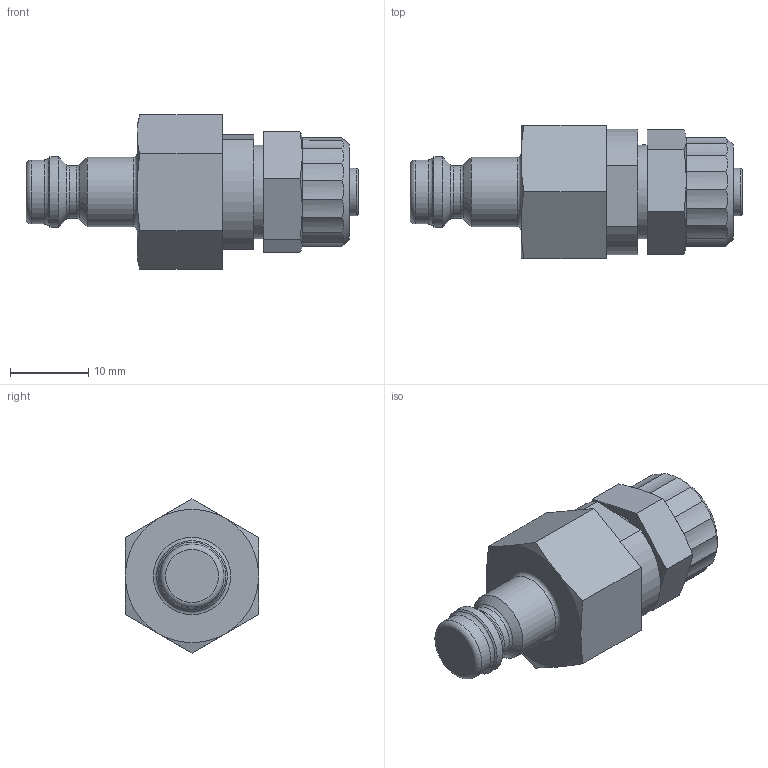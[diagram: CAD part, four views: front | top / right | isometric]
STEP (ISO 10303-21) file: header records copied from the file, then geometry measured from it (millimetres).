
FILE_DESCRIPTION((''),'2;1');
FILE_NAME('21sbko08dpx.stp','2014-06-17T11:37:46',('IA176480'),(''),'Autodesk Inventor 2013','Autodesk Inventor 2013','');
FILE_SCHEMA(('AUTOMOTIVE_DESIGN { 1 0 10303 214 1 1 1 1 }'));
Length unit declared in the file: millimetre
Products named in the file (1): D110750
Bounding box: 42.3 x 17 x 19.63 mm (x, y, z)
Volume: 5670.9 mm3; surface area: 3194.9 mm2
Topology: 1 solids, 4 shells, 94 faces, 210 edges, 130 vertices
Faces by surface type: cylinder 35, plane 28, cone 22, torus 9
Full cylindrical faces by diameter (mm): 6.05 x1, 6.2 x1, 6.65 x1, 6.7 x1, 8.15 x1, 8.25 x1, 8.551 x1, 8.85 x1, 9 x1, 10.5 x1, 10.92 x1, 11.445 x2, 12 x1, 13.3 x1
Entity records: 2526 total; most frequent: CARTESIAN_POINT 525, DIRECTION 394, ORIENTED_EDGE 338, AXIS2_PLACEMENT_3D 172, EDGE_CURVE 169, EDGE_LOOP 140, VERTEX_POINT 123, FACE_OUTER_BOUND 94
